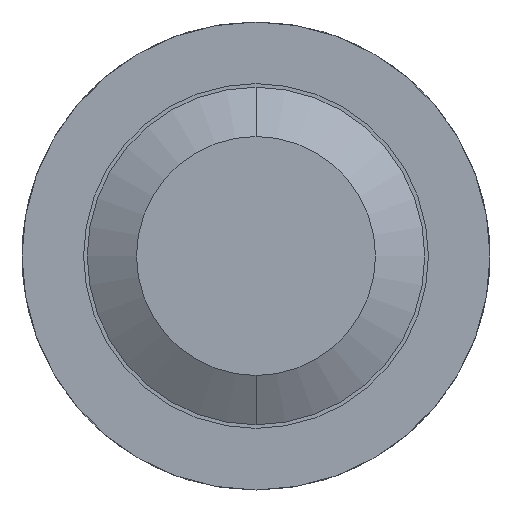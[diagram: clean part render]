
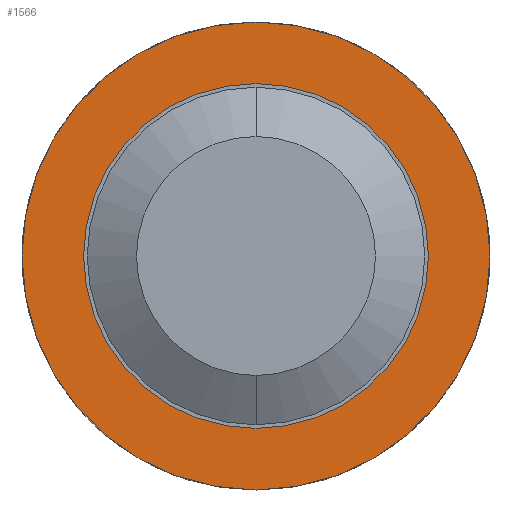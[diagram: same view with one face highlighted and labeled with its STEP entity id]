
A CAD part, front view. The second image highlights one B-rep face of the part: STEP entity #1566.
In plain terms, the highlighted planar face has unit normal (0, -1, 0).
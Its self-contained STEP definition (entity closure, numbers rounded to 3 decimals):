
#80 = ORIENTED_EDGE ( 'NONE', *, *, #1003, .T. ) ;
#191 = DIRECTION ( 'NONE',  ( 0., 0., 1. ) ) ;
#366 = VERTEX_POINT ( 'NONE', #1974 ) ;
#412 = EDGE_LOOP ( 'NONE', ( #3650, #3182 ) ) ;
#508 = AXIS2_PLACEMENT_3D ( 'NONE', #2073, #1805, #3463 ) ;
#515 = CARTESIAN_POINT ( 'NONE',  ( 0., -2.5, -0.95 ) ) ;
#697 = CARTESIAN_POINT ( 'NONE',  ( 0., -2.5, 0. ) ) ;
#946 = CIRCLE ( 'NONE', #1546, 0.685 ) ;
#948 = PLANE ( 'NONE',  #1243 ) ;
#1003 = EDGE_CURVE ( 'Defeature ausgef�hrt2_16+Defeature ausgef�hrt2_10+Defeature ausgef�hrt2_10+Defeature ausgef�hrt2_10', #2921, #2230, #1840, .T. ) ;
#1078 = DIRECTION ( 'NONE',  ( 0., 0., 1. ) ) ;
#1243 = AXIS2_PLACEMENT_3D ( 'NONE', #3522, #2937, #2640 ) ;
#1415 = VERTEX_POINT ( 'NONE', #515 ) ;
#1546 = AXIS2_PLACEMENT_3D ( 'NONE', #697, #3218, #1823 ) ;
#1566 = ADVANCED_FACE ( 'Defeature ausgef�hrt2_16', ( #2658, #3221 ), #948, .F. ) ;
#1567 = CARTESIAN_POINT ( 'NONE',  ( 0., -2.5, 0. ) ) ;
#1724 = AXIS2_PLACEMENT_3D ( 'NONE', #3629, #2157, #191 ) ;
#1805 = DIRECTION ( 'NONE',  ( 0., 1., 0. ) ) ;
#1823 = DIRECTION ( 'NONE',  ( 0., 0., 1. ) ) ;
#1827 = CARTESIAN_POINT ( 'NONE',  ( 0., -2.5, 0.685 ) ) ;
#1840 = CIRCLE ( 'NONE', #1724, 0.685 ) ;
#1921 = EDGE_LOOP ( 'NONE', ( #2709, #80 ) ) ;
#1974 = CARTESIAN_POINT ( 'NONE',  ( 0., -2.5, 0.95 ) ) ;
#1999 = EDGE_CURVE ( 'Defeature ausgef�hrt2_16+Defeature ausgef�hrt2_10+Defeature ausgef�hrt2_10+Defeature ausgef�hrt2_10', #2230, #2921, #946, .T. ) ;
#2073 = CARTESIAN_POINT ( 'NONE',  ( 0., -2.5, 0. ) ) ;
#2157 = DIRECTION ( 'NONE',  ( 0., 1., 0. ) ) ;
#2230 = VERTEX_POINT ( 'NONE', #1827 ) ;
#2640 = DIRECTION ( 'NONE',  ( 0., 0., 1. ) ) ;
#2642 = EDGE_CURVE ( 'Defeature ausgef�hrt2_15+Defeature ausgef�hrt2_16+Defeature ausgef�hrt2_16+Defeature ausgef�hrt2_16', #1415, #366, #3175, .T. ) ;
#2658 = FACE_OUTER_BOUND ( 'NONE', #412, .T. ) ;
#2709 = ORIENTED_EDGE ( 'NONE', *, *, #1999, .T. ) ;
#2921 = VERTEX_POINT ( 'NONE', #3385 ) ;
#2937 = DIRECTION ( 'NONE',  ( 0., 1., 0. ) ) ;
#2994 = AXIS2_PLACEMENT_3D ( 'NONE', #1567, #3523, #1078 ) ;
#3175 = CIRCLE ( 'NONE', #508, 0.95 ) ;
#3182 = ORIENTED_EDGE ( 'NONE', *, *, #2642, .F. ) ;
#3218 = DIRECTION ( 'NONE',  ( 0., 1., 0. ) ) ;
#3221 = FACE_BOUND ( 'NONE', #1921, .T. ) ;
#3234 = EDGE_CURVE ( 'Defeature ausgef�hrt2_15+Defeature ausgef�hrt2_16+Defeature ausgef�hrt2_16+Defeature ausgef�hrt2_16', #366, #1415, #3533, .T. ) ;
#3385 = CARTESIAN_POINT ( 'NONE',  ( 0., -2.5, -0.685 ) ) ;
#3463 = DIRECTION ( 'NONE',  ( 0., 0., 1. ) ) ;
#3522 = CARTESIAN_POINT ( 'NONE',  ( 0.95, -2.5, 0. ) ) ;
#3523 = DIRECTION ( 'NONE',  ( 0., 1., 0. ) ) ;
#3533 = CIRCLE ( 'NONE', #2994, 0.95 ) ;
#3629 = CARTESIAN_POINT ( 'NONE',  ( 0., -2.5, 0. ) ) ;
#3650 = ORIENTED_EDGE ( 'NONE', *, *, #3234, .F. ) ;
